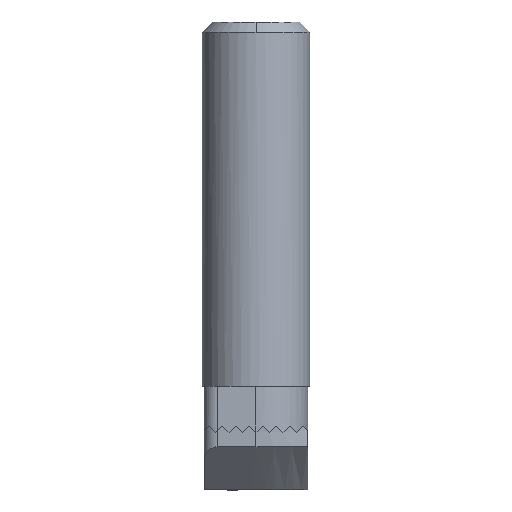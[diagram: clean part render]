
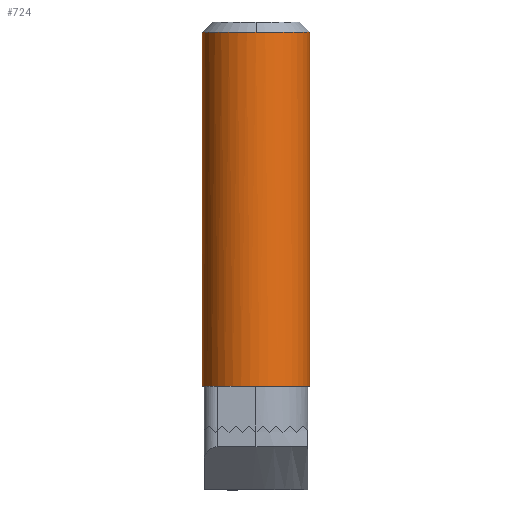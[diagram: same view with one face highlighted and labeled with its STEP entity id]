
A CAD part, front view. The second image highlights one B-rep face of the part: STEP entity #724.
In plain terms, the highlighted cylindrical face has radius 4 mm (diameter 8 mm), a partial arc.
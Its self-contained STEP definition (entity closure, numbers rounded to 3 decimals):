
#20 = EDGE_LOOP ( 'NONE', ( #1304, #1149, #1572, #983, #2583, #2107, #1167 ) ) ;
#51 = CIRCLE ( 'NONE', #860, 4. ) ;
#106 = DIRECTION ( 'NONE',  ( 0., 0., -1. ) ) ;
#163 = DIRECTION ( 'NONE',  ( -1., 0., 0. ) ) ;
#178 = CARTESIAN_POINT ( 'NONE',  ( 4., 0., 20. ) ) ;
#199 = AXIS2_PLACEMENT_3D ( 'NONE', #1534, #271, #163 ) ;
#240 = CARTESIAN_POINT ( 'NONE',  ( -4., 0., 20. ) ) ;
#271 = DIRECTION ( 'NONE',  ( 0., 0., 1. ) ) ;
#369 = CARTESIAN_POINT ( 'NONE',  ( 4., 0., 3. ) ) ;
#370 = LINE ( 'NONE', #240, #647 ) ;
#376 = CARTESIAN_POINT ( 'NONE',  ( 0., 0., 29.233 ) ) ;
#453 = CARTESIAN_POINT ( 'NONE',  ( 4., 0., 29.233 ) ) ;
#480 = LINE ( 'NONE', #178, #1798 ) ;
#547 = DIRECTION ( 'NONE',  ( -1., 0., 0. ) ) ;
#580 = VERTEX_POINT ( 'NONE', #1310 ) ;
#617 = FACE_OUTER_BOUND ( 'NONE', #20, .T. ) ;
#647 = VECTOR ( 'NONE', #2574, 1000. ) ;
#716 = CYLINDRICAL_SURFACE ( 'NONE', #2347, 4. ) ;
#724 = ADVANCED_FACE ( 'NONE', ( #617 ), #716, .T. ) ;
#834 = DIRECTION ( 'NONE',  ( -1., 0., 0. ) ) ;
#846 = CIRCLE ( 'NONE', #1691, 4. ) ;
#860 = AXIS2_PLACEMENT_3D ( 'NONE', #2271, #2467, #1586 ) ;
#863 = VERTEX_POINT ( 'NONE', #1200 ) ;
#983 = ORIENTED_EDGE ( 'NONE', *, *, #1983, .T. ) ;
#1019 = DIRECTION ( 'NONE',  ( 0., 0., -1. ) ) ;
#1066 = CARTESIAN_POINT ( 'NONE',  ( -4., 0., 3. ) ) ;
#1135 = VERTEX_POINT ( 'NONE', #1359 ) ;
#1149 = ORIENTED_EDGE ( 'NONE', *, *, #2599, .T. ) ;
#1151 = EDGE_CURVE ( 'NONE', #2356, #580, #2280, .T. ) ;
#1167 = ORIENTED_EDGE ( 'NONE', *, *, #1843, .T. ) ;
#1200 = CARTESIAN_POINT ( 'NONE',  ( -3.85, -1.085, 3. ) ) ;
#1217 = DIRECTION ( 'NONE',  ( 0., 0., -1. ) ) ;
#1233 = DIRECTION ( 'NONE',  ( -1., 0., 0. ) ) ;
#1290 = CARTESIAN_POINT ( 'NONE',  ( 0., -4., 29.233 ) ) ;
#1304 = ORIENTED_EDGE ( 'NONE', *, *, #2243, .F. ) ;
#1310 = CARTESIAN_POINT ( 'NONE',  ( -4., 0., 29.233 ) ) ;
#1341 = CARTESIAN_POINT ( 'NONE',  ( 0., 0., 29.233 ) ) ;
#1359 = CARTESIAN_POINT ( 'NONE',  ( -1.085, -3.85, 3. ) ) ;
#1476 = VERTEX_POINT ( 'NONE', #1066 ) ;
#1534 = CARTESIAN_POINT ( 'NONE',  ( 0., 0., 3. ) ) ;
#1572 = ORIENTED_EDGE ( 'NONE', *, *, #1151, .T. ) ;
#1586 = DIRECTION ( 'NONE',  ( -1., 0., 0. ) ) ;
#1632 = CARTESIAN_POINT ( 'NONE',  ( 0., 0., 3. ) ) ;
#1691 = AXIS2_PLACEMENT_3D ( 'NONE', #1632, #1868, #834 ) ;
#1798 = VECTOR ( 'NONE', #1019, 1000. ) ;
#1801 = CARTESIAN_POINT ( 'NONE',  ( 0., 0., 20. ) ) ;
#1813 = DIRECTION ( 'NONE',  ( 0., 0., -1. ) ) ;
#1843 = EDGE_CURVE ( 'NONE', #1135, #2624, #846, .T. ) ;
#1868 = DIRECTION ( 'NONE',  ( 0., 0., 1. ) ) ;
#1891 = AXIS2_PLACEMENT_3D ( 'NONE', #376, #1217, #1233 ) ;
#1905 = CIRCLE ( 'NONE', #1891, 4. ) ;
#1983 = EDGE_CURVE ( 'NONE', #580, #1476, #370, .T. ) ;
#2042 = VERTEX_POINT ( 'NONE', #453 ) ;
#2107 = ORIENTED_EDGE ( 'NONE', *, *, #2457, .T. ) ;
#2137 = EDGE_CURVE ( 'NONE', #1476, #863, #51, .T. ) ;
#2224 = DIRECTION ( 'NONE',  ( -1., 0., 0. ) ) ;
#2243 = EDGE_CURVE ( 'NONE', #2042, #2624, #480, .T. ) ;
#2271 = CARTESIAN_POINT ( 'NONE',  ( 0., 0., 3. ) ) ;
#2276 = CIRCLE ( 'NONE', #199, 4. ) ;
#2280 = CIRCLE ( 'NONE', #2411, 4. ) ;
#2347 = AXIS2_PLACEMENT_3D ( 'NONE', #1801, #1813, #547 ) ;
#2356 = VERTEX_POINT ( 'NONE', #1290 ) ;
#2411 = AXIS2_PLACEMENT_3D ( 'NONE', #1341, #106, #2224 ) ;
#2457 = EDGE_CURVE ( 'NONE', #863, #1135, #2276, .T. ) ;
#2467 = DIRECTION ( 'NONE',  ( 0., 0., 1. ) ) ;
#2574 = DIRECTION ( 'NONE',  ( 0., 0., -1. ) ) ;
#2583 = ORIENTED_EDGE ( 'NONE', *, *, #2137, .T. ) ;
#2599 = EDGE_CURVE ( 'NONE', #2042, #2356, #1905, .T. ) ;
#2624 = VERTEX_POINT ( 'NONE', #369 ) ;
